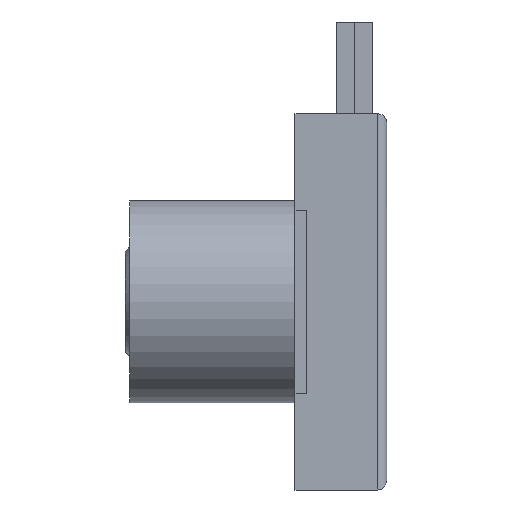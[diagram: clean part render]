
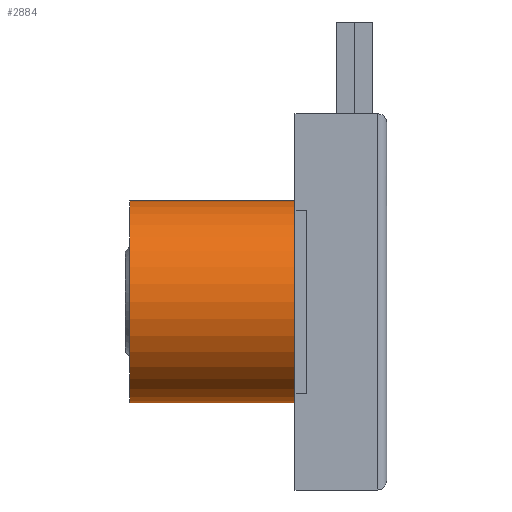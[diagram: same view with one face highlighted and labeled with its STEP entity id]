
A CAD part, left-side view. The second image highlights one B-rep face of the part: STEP entity #2884.
In plain terms, the highlighted cylindrical face has radius 11 mm (diameter 22 mm), a partial arc.
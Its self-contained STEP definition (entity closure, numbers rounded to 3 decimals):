
#298 = CARTESIAN_POINT ( 'NONE',  ( 0., 0., 20.353 ) ) ;
#374 = EDGE_CURVE ( 'NONE', #1992, #7143, #1039, .T. ) ;
#397 = CIRCLE ( 'NONE', #1678, 11. ) ;
#398 = DIRECTION ( 'NONE',  ( 0., 0., 1. ) ) ;
#500 = LINE ( 'NONE', #4092, #3686 ) ;
#758 = ORIENTED_EDGE ( 'NONE', *, *, #6132, .T. ) ;
#795 = ORIENTED_EDGE ( 'NONE', *, *, #7091, .T. ) ;
#976 = ORIENTED_EDGE ( 'NONE', *, *, #374, .F. ) ;
#1039 = CIRCLE ( 'NONE', #3984, 11. ) ;
#1069 = DIRECTION ( 'NONE',  ( 1., 0., 0. ) ) ;
#1288 = FACE_OUTER_BOUND ( 'NONE', #6205, .T. ) ;
#1678 = AXIS2_PLACEMENT_3D ( 'NONE', #6056, #398, #1069 ) ;
#1789 = AXIS2_PLACEMENT_3D ( 'NONE', #298, #4786, #3679 ) ;
#1797 = DIRECTION ( 'NONE',  ( 1., 0., 0. ) ) ;
#1992 = VERTEX_POINT ( 'NONE', #3543 ) ;
#2854 = VECTOR ( 'NONE', #4045, 1000. ) ;
#2884 = ADVANCED_FACE ( 'NONE', ( #1288 ), #4910, .T. ) ;
#3437 = CARTESIAN_POINT ( 'NONE',  ( 0., 0., 18. ) ) ;
#3543 = CARTESIAN_POINT ( 'NONE',  ( 11., 0., 18. ) ) ;
#3548 = DIRECTION ( 'NONE',  ( 0., 0., 1. ) ) ;
#3629 = VERTEX_POINT ( 'NONE', #7036 ) ;
#3679 = DIRECTION ( 'NONE',  ( 1., 0., 0. ) ) ;
#3686 = VECTOR ( 'NONE', #3548, 1000. ) ;
#3984 = AXIS2_PLACEMENT_3D ( 'NONE', #3437, #6910, #1797 ) ;
#4045 = DIRECTION ( 'NONE',  ( 0., 0., 1. ) ) ;
#4092 = CARTESIAN_POINT ( 'NONE',  ( -11., 0., 20.353 ) ) ;
#4475 = EDGE_CURVE ( 'NONE', #3629, #1992, #4630, .T. ) ;
#4630 = LINE ( 'NONE', #6291, #2854 ) ;
#4786 = DIRECTION ( 'NONE',  ( 0., 0., 1. ) ) ;
#4910 = CYLINDRICAL_SURFACE ( 'NONE', #1789, 11. ) ;
#5578 = ORIENTED_EDGE ( 'NONE', *, *, #4475, .F. ) ;
#5721 = CARTESIAN_POINT ( 'NONE',  ( -11., 0., 0. ) ) ;
#6056 = CARTESIAN_POINT ( 'NONE',  ( 0., 0., 0. ) ) ;
#6132 = EDGE_CURVE ( 'NONE', #6173, #7143, #500, .T. ) ;
#6173 = VERTEX_POINT ( 'NONE', #5721 ) ;
#6205 = EDGE_LOOP ( 'NONE', ( #795, #758, #976, #5578 ) ) ;
#6291 = CARTESIAN_POINT ( 'NONE',  ( 11., 0., 20.353 ) ) ;
#6585 = CARTESIAN_POINT ( 'NONE',  ( -11., 0., 18. ) ) ;
#6910 = DIRECTION ( 'NONE',  ( 0., 0., 1. ) ) ;
#7036 = CARTESIAN_POINT ( 'NONE',  ( 11., 0., 0. ) ) ;
#7091 = EDGE_CURVE ( 'NONE', #3629, #6173, #397, .T. ) ;
#7143 = VERTEX_POINT ( 'NONE', #6585 ) ;
